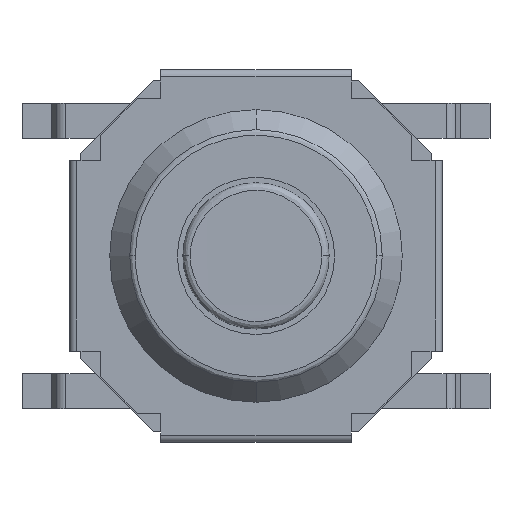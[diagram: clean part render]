
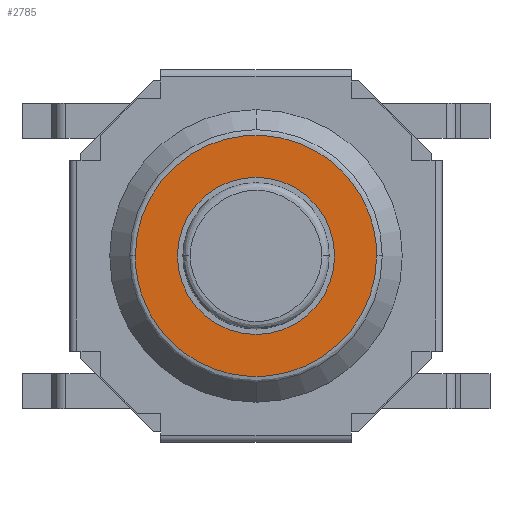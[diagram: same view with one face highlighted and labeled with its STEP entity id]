
A CAD part, top view. The second image highlights one B-rep face of the part: STEP entity #2785.
In plain terms, the highlighted planar face has unit normal (0, 0, 1).
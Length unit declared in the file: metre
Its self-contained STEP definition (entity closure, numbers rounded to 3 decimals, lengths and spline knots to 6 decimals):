
#256 = CARTESIAN_POINT ( 'NONE',  ( -0.001075, 0., 0.0012 ) ) ;
#401 = EDGE_CURVE ( 'NONE', #6475, #840, #4237, .T. ) ;
#489 = AXIS2_PLACEMENT_3D ( 'NONE', #6194, #4216, #2124 ) ;
#525 = VERTEX_POINT ( 'NONE', #3105 ) ;
#840 = VERTEX_POINT ( 'NONE', #5677 ) ;
#1150 = ORIENTED_EDGE ( 'NONE', *, *, #5928, .F. ) ;
#1420 = DIRECTION ( 'NONE',  ( -1., 0., 0. ) ) ;
#1632 = EDGE_CURVE ( 'NONE', #840, #6475, #6096, .T. ) ;
#2061 = EDGE_LOOP ( 'NONE', ( #2565, #1150 ) ) ;
#2124 = DIRECTION ( 'NONE',  ( -1., 0., 0. ) ) ;
#2189 = AXIS2_PLACEMENT_3D ( 'NONE', #3984, #6057, #1420 ) ;
#2302 = VERTEX_POINT ( 'NONE', #5196 ) ;
#2435 = ORIENTED_EDGE ( 'NONE', *, *, #1632, .T. ) ;
#2565 = ORIENTED_EDGE ( 'NONE', *, *, #2962, .F. ) ;
#2785 = ADVANCED_FACE ( 'NONE', ( #5706, #4851 ), #5387, .T. ) ;
#2962 = EDGE_CURVE ( 'NONE', #2302, #525, #4754, .T. ) ;
#2980 = ORIENTED_EDGE ( 'NONE', *, *, #401, .T. ) ;
#2986 =( BOUNDED_CURVE ( )  B_SPLINE_CURVE ( 3, ( #4058, #5202, #3546, #4092 ),
 .UNSPECIFIED., .F., .F. ) 
 B_SPLINE_CURVE_WITH_KNOTS ( ( 4, 4 ),
 ( 0.5, 1. ),
 .UNSPECIFIED. ) 
 CURVE ( )  GEOMETRIC_REPRESENTATION_ITEM ( )  RATIONAL_B_SPLINE_CURVE ( ( 1., 0.333, 0.333, 1. ) ) 
 REPRESENTATION_ITEM ( '' )  );
#3105 = CARTESIAN_POINT ( 'NONE',  ( -0.00165, 0., 0.0012 ) ) ;
#3527 = CARTESIAN_POINT ( 'NONE',  ( 0.00165, -0.0033, 0.0012 ) ) ;
#3546 = CARTESIAN_POINT ( 'NONE',  ( 0.00165, 0.0033, 0.0012 ) ) ;
#3752 = DIRECTION ( 'NONE',  ( 1., 0., 0. ) ) ;
#3984 = CARTESIAN_POINT ( 'NONE',  ( 0., 0., 0.0012 ) ) ;
#4058 = CARTESIAN_POINT ( 'NONE',  ( -0.00165, 0., 0.0012 ) ) ;
#4092 = CARTESIAN_POINT ( 'NONE',  ( 0.00165, 0., 0.0012 ) ) ;
#4216 = DIRECTION ( 'NONE',  ( 0., 0., -1. ) ) ;
#4237 = CIRCLE ( 'NONE', #2189, 0.001075 ) ;
#4678 = CARTESIAN_POINT ( 'NONE',  ( -0.00165, -0.0033, 0.0012 ) ) ;
#4754 =( BOUNDED_CURVE ( )  B_SPLINE_CURVE ( 3, ( #6069, #3527, #4678, #5596 ),
 .UNSPECIFIED., .F., .F. ) 
 B_SPLINE_CURVE_WITH_KNOTS ( ( 4, 4 ),
 ( 0., 0.5 ),
 .UNSPECIFIED. ) 
 CURVE ( )  GEOMETRIC_REPRESENTATION_ITEM ( )  RATIONAL_B_SPLINE_CURVE ( ( 1., 0.333, 0.333, 1. ) ) 
 REPRESENTATION_ITEM ( '' )  );
#4851 = FACE_OUTER_BOUND ( 'NONE', #2061, .T. ) ;
#5196 = CARTESIAN_POINT ( 'NONE',  ( 0.00165, 0., 0.0012 ) ) ;
#5202 = CARTESIAN_POINT ( 'NONE',  ( -0.00165, 0.0033, 0.0012 ) ) ;
#5250 = AXIS2_PLACEMENT_3D ( 'NONE', #5863, #5320, #3752 ) ;
#5320 = DIRECTION ( 'NONE',  ( 0., 0., 1. ) ) ;
#5387 = PLANE ( 'NONE',  #5250 ) ;
#5596 = CARTESIAN_POINT ( 'NONE',  ( -0.00165, 0., 0.0012 ) ) ;
#5677 = CARTESIAN_POINT ( 'NONE',  ( 0.001075, 0., 0.0012 ) ) ;
#5706 = FACE_BOUND ( 'NONE', #6171, .T. ) ;
#5863 = CARTESIAN_POINT ( 'NONE',  ( 0.001716, 0.001717, 0.0012 ) ) ;
#5928 = EDGE_CURVE ( 'NONE', #525, #2302, #2986, .T. ) ;
#6057 = DIRECTION ( 'NONE',  ( 0., 0., -1. ) ) ;
#6069 = CARTESIAN_POINT ( 'NONE',  ( 0.00165, 0., 0.0012 ) ) ;
#6096 = CIRCLE ( 'NONE', #489, 0.001075 ) ;
#6171 = EDGE_LOOP ( 'NONE', ( #2980, #2435 ) ) ;
#6194 = CARTESIAN_POINT ( 'NONE',  ( 0., 0., 0.0012 ) ) ;
#6475 = VERTEX_POINT ( 'NONE', #256 ) ;
